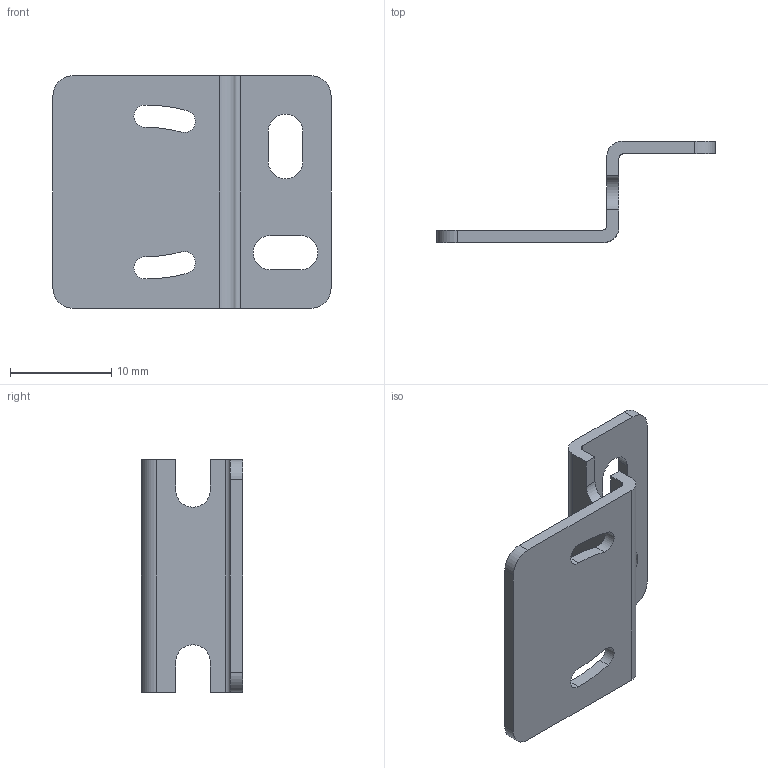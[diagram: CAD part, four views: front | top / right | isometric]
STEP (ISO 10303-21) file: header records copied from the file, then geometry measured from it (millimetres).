
FILE_DESCRIPTION((''),'2;1');
FILE_NAME('SG18672-R2-BRACKET-544008','2012-11-30T',('sereneee'),(''),'PRO/ENGINEER BY PARAMETRIC TECHNOLOGY CORPORATION, 2006140','PRO/ENGINEER BY PARAMETRIC TECHNOLOGY CORPORATION, 2006140','');
FILE_SCHEMA(('CONFIG_CONTROL_DESIGN'));
Length unit declared in the file: millimetre
Products named in the file (1): SG18672-R2-BRACKET-544008
Bounding box: 27.5 x 10 x 23 mm (x, y, z)
Volume: 866.5 mm3; surface area: 1668.6 mm2
Topology: 1 solids, 1 shells, 42 faces, 120 edges, 80 vertices
Faces by surface type: cylinder 22, plane 20
Entity records: 1442 total; most frequent: DIRECTION 248, CARTESIAN_POINT 242, ORIENTED_EDGE 240, EDGE_CURVE 120, AXIS2_PLACEMENT_3D 86, VERTEX_POINT 80, VECTOR 76, LINE 76
